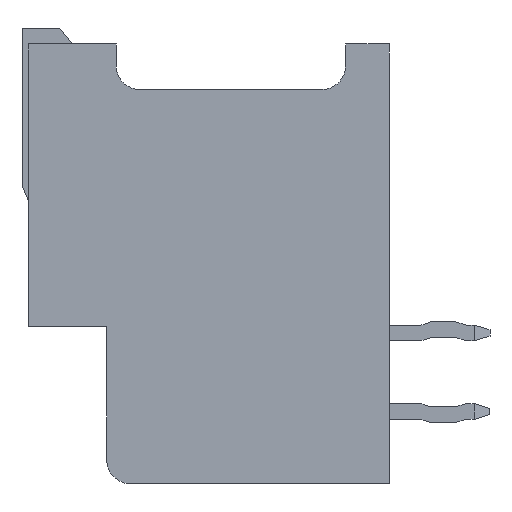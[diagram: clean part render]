
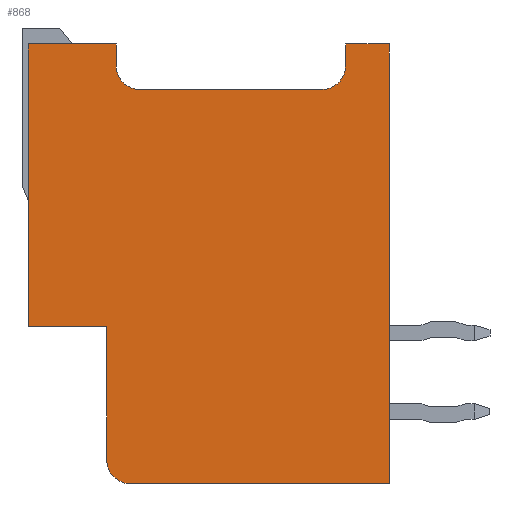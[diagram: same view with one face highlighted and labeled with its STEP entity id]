
A CAD part, left-side view. The second image highlights one B-rep face of the part: STEP entity #868.
In plain terms, the highlighted planar face has unit normal (-1, 0, 0).
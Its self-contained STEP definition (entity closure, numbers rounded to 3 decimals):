
#868 = ADVANCED_FACE( '', ( #1791 ), #1792, .F. );
#1791 = FACE_OUTER_BOUND( '', #2805, .T. );
#1792 = PLANE( '', #2806 );
#2805 = EDGE_LOOP( '', ( #5044, #5045, #5046, #5047, #5048, #5049, #5050, #5051, #5052, #5053, #5054, #5055, #5056 ) );
#2806 = AXIS2_PLACEMENT_3D( '', #5057, #5058, #5059 );
#5044 = ORIENTED_EDGE( '', *, *, #7394, .F. );
#5045 = ORIENTED_EDGE( '', *, *, #7209, .T. );
#5046 = ORIENTED_EDGE( '', *, *, #7395, .F. );
#5047 = ORIENTED_EDGE( '', *, *, #6905, .F. );
#5048 = ORIENTED_EDGE( '', *, *, #7026, .F. );
#5049 = ORIENTED_EDGE( '', *, *, #7396, .F. );
#5050 = ORIENTED_EDGE( '', *, *, #7397, .T. );
#5051 = ORIENTED_EDGE( '', *, *, #7398, .F. );
#5052 = ORIENTED_EDGE( '', *, *, #6514, .T. );
#5053 = ORIENTED_EDGE( '', *, *, #6530, .F. );
#5054 = ORIENTED_EDGE( '', *, *, #6878, .F. );
#5055 = ORIENTED_EDGE( '', *, *, #7399, .F. );
#5056 = ORIENTED_EDGE( '', *, *, #6818, .F. );
#5057 = CARTESIAN_POINT( '', ( -7.7, 0., 0. ) );
#5058 = DIRECTION( '', ( 1., 0., 0. ) );
#5059 = DIRECTION( '', ( 0., 0., -1. ) );
#6514 = EDGE_CURVE( '', #7834, #7838, #7840, .T. );
#6530 = EDGE_CURVE( '', #7866, #7838, #7868, .T. );
#6818 = EDGE_CURVE( '', #8378, #8380, #8381, .T. );
#6878 = EDGE_CURVE( '', #8475, #7866, #8477, .T. );
#6905 = EDGE_CURVE( '', #8518, #8520, #8521, .T. );
#7026 = EDGE_CURVE( '', #8719, #8518, #8721, .T. );
#7209 = EDGE_CURVE( '', #8970, #8972, #8974, .F. );
#7394 = EDGE_CURVE( '', #8970, #8378, #9218, .T. );
#7395 = EDGE_CURVE( '', #8520, #8972, #9219, .T. );
#7396 = EDGE_CURVE( '', #9220, #8719, #9221, .T. );
#7397 = EDGE_CURVE( '', #9220, #9222, #9223, .T. );
#7398 = EDGE_CURVE( '', #7834, #9222, #9224, .T. );
#7399 = EDGE_CURVE( '', #8380, #8475, #9225, .T. );
#7834 = VERTEX_POINT( '', #9760 );
#7838 = VERTEX_POINT( '', #9765 );
#7840 = CIRCLE( '', #9768, 0.75 );
#7866 = VERTEX_POINT( '', #9805 );
#7868 = LINE( '', #9808, #9809 );
#8378 = VERTEX_POINT( '', #10561 );
#8380 = VERTEX_POINT( '', #10564 );
#8381 = LINE( '', #10565, #10566 );
#8475 = VERTEX_POINT( '', #10716 );
#8477 = LINE( '', #10719, #10720 );
#8518 = VERTEX_POINT( '', #10780 );
#8520 = VERTEX_POINT( '', #10783 );
#8521 = LINE( '', #10784, #10785 );
#8719 = VERTEX_POINT( '', #11083 );
#8721 = LINE( '', #11086, #11087 );
#8970 = VERTEX_POINT( '', #11465 );
#8972 = VERTEX_POINT( '', #11468 );
#8974 = CIRCLE( '', #11471, 0.75 );
#9218 = LINE( '', #11844, #11845 );
#9219 = LINE( '', #11846, #11847 );
#9220 = VERTEX_POINT( '', #11848 );
#9221 = LINE( '', #11849, #11850 );
#9222 = VERTEX_POINT( '', #11851 );
#9223 = CIRCLE( '', #11852, 0.75 );
#9224 = LINE( '', #11853, #11854 );
#9225 = LINE( '', #11855, #11856 );
#9760 = CARTESIAN_POINT( '', ( -7.7, 3.45, 5.55 ) );
#9765 = CARTESIAN_POINT( '', ( -7.7, 4.2, 6.3 ) );
#9768 = AXIS2_PLACEMENT_3D( '', #12438, #12439, #12440 );
#9805 = CARTESIAN_POINT( '', ( -7.7, 4.2, 7. ) );
#9808 = CARTESIAN_POINT( '', ( -7.7, 4.2, 7. ) );
#9809 = VECTOR( '', #12453, 1000. );
#10561 = CARTESIAN_POINT( '', ( -7.7, 4.5, -2. ) );
#10564 = CARTESIAN_POINT( '', ( -7.7, 7., -2. ) );
#10565 = CARTESIAN_POINT( '', ( -7.7, 4.5, -2. ) );
#10566 = VECTOR( '', #12703, 1000. );
#10716 = CARTESIAN_POINT( '', ( -7.7, 7., 7. ) );
#10719 = CARTESIAN_POINT( '', ( -7.7, 7., 7. ) );
#10720 = VECTOR( '', #12761, 1000. );
#10780 = CARTESIAN_POINT( '', ( -7.7, -4.5, 7. ) );
#10783 = CARTESIAN_POINT( '', ( -7.7, -4.5, -7. ) );
#10784 = CARTESIAN_POINT( '', ( -7.7, -4.5, 7. ) );
#10785 = VECTOR( '', #12782, 1000. );
#11083 = CARTESIAN_POINT( '', ( -7.7, -3.1, 7. ) );
#11086 = CARTESIAN_POINT( '', ( -7.7, -3.1, 7. ) );
#11087 = VECTOR( '', #12884, 1000. );
#11465 = CARTESIAN_POINT( '', ( -7.7, 4.5, -6.25 ) );
#11468 = CARTESIAN_POINT( '', ( -7.7, 3.75, -7. ) );
#11471 = AXIS2_PLACEMENT_3D( '', #13034, #13035, #13036 );
#11844 = CARTESIAN_POINT( '', ( -7.7, 4.5, -7. ) );
#11845 = VECTOR( '', #13172, 1000. );
#11846 = CARTESIAN_POINT( '', ( -7.7, -4.5, -7. ) );
#11847 = VECTOR( '', #13173, 1000. );
#11848 = CARTESIAN_POINT( '', ( -7.7, -3.1, 6.3 ) );
#11849 = CARTESIAN_POINT( '', ( -7.7, -3.1, 5.55 ) );
#11850 = VECTOR( '', #13174, 1000. );
#11851 = CARTESIAN_POINT( '', ( -7.7, -2.35, 5.55 ) );
#11852 = AXIS2_PLACEMENT_3D( '', #13175, #13176, #13177 );
#11853 = CARTESIAN_POINT( '', ( -7.7, 4.2, 5.55 ) );
#11854 = VECTOR( '', #13178, 1000. );
#11855 = CARTESIAN_POINT( '', ( -7.7, 7., -2. ) );
#11856 = VECTOR( '', #13179, 1000. );
#12438 = CARTESIAN_POINT( '', ( -7.7, 3.45, 6.3 ) );
#12439 = DIRECTION( '', ( 1., 0., 0. ) );
#12440 = DIRECTION( '', ( 0., 0., -1. ) );
#12453 = DIRECTION( '', ( 0., 0., -1. ) );
#12703 = DIRECTION( '', ( 0., 1., 0. ) );
#12761 = DIRECTION( '', ( 0., -1., 0. ) );
#12782 = DIRECTION( '', ( 0., 0., -1. ) );
#12884 = DIRECTION( '', ( 0., -1., 0. ) );
#13034 = CARTESIAN_POINT( '', ( -7.7, 3.75, -6.25 ) );
#13035 = DIRECTION( '', ( 1., 0., 0. ) );
#13036 = DIRECTION( '', ( 0., 0., -1. ) );
#13172 = DIRECTION( '', ( 0., 0., 1. ) );
#13173 = DIRECTION( '', ( 0., 1., 0. ) );
#13174 = DIRECTION( '', ( 0., 0., 1. ) );
#13175 = CARTESIAN_POINT( '', ( -7.7, -2.35, 6.3 ) );
#13176 = DIRECTION( '', ( 1., 0., 0. ) );
#13177 = DIRECTION( '', ( 0., 0., -1. ) );
#13178 = DIRECTION( '', ( 0., -1., 0. ) );
#13179 = DIRECTION( '', ( 0., 0., 1. ) );
